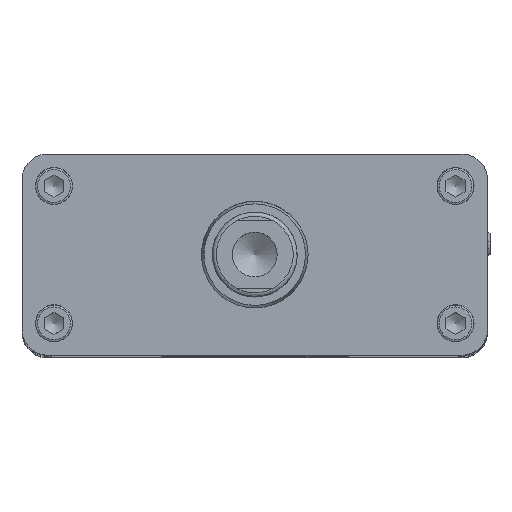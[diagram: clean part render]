
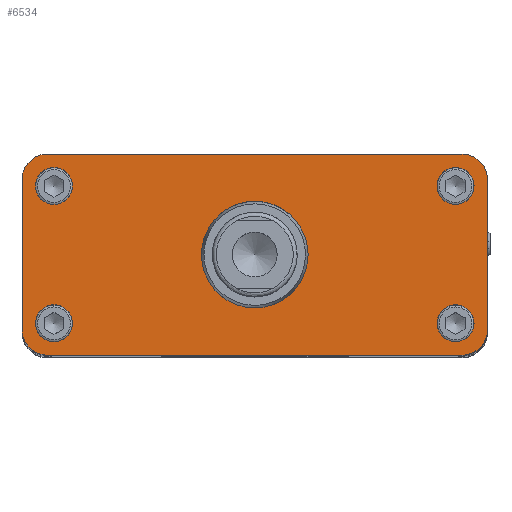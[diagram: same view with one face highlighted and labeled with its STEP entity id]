
A CAD part, top view. The second image highlights one B-rep face of the part: STEP entity #6534.
In plain terms, the highlighted planar face has unit normal (0, 0, 1).
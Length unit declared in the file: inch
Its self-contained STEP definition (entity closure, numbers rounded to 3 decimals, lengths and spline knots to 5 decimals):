
#483=FACE_BOUND('',#1490,.T.);
#484=FACE_BOUND('',#1491,.T.);
#485=FACE_BOUND('',#1492,.T.);
#486=FACE_BOUND('',#1493,.T.);
#487=FACE_BOUND('',#1494,.T.);
#488=FACE_BOUND('',#1495,.T.);
#760=PLANE('',#7150);
#1490=EDGE_LOOP('',(#5130));
#1491=EDGE_LOOP('',(#5131));
#1492=EDGE_LOOP('',(#5132));
#1493=EDGE_LOOP('',(#5133));
#1494=EDGE_LOOP('',(#5134));
#1495=EDGE_LOOP('',(#5135,#5136,#5137,#5138,#5139,#5140,#5141,#5142));
#2106=LINE('',#10571,#2498);
#2107=LINE('',#10575,#2499);
#2108=LINE('',#10579,#2500);
#2109=LINE('',#10582,#2501);
#2498=VECTOR('',#8457,3.048);
#2499=VECTOR('',#8460,1.104);
#2500=VECTOR('',#8463,3.048);
#2501=VECTOR('',#8466,1.104);
#2829=CIRCLE('',#7106,0.136);
#2833=CIRCLE('',#7113,0.136);
#2837=CIRCLE('',#7120,0.136);
#2841=CIRCLE('',#7127,0.136);
#2844=CIRCLE('',#7132,0.3925);
#2852=CIRCLE('',#7149,0.188);
#2853=CIRCLE('',#7151,0.188);
#2854=CIRCLE('',#7152,0.188);
#2855=CIRCLE('',#7153,0.188);
#3264=VERTEX_POINT('',#10497);
#3268=VERTEX_POINT('',#10508);
#3272=VERTEX_POINT('',#10519);
#3276=VERTEX_POINT('',#10530);
#3279=VERTEX_POINT('',#10538);
#3288=VERTEX_POINT('',#10564);
#3289=VERTEX_POINT('',#10566);
#3290=VERTEX_POINT('',#10570);
#3291=VERTEX_POINT('',#10572);
#3292=VERTEX_POINT('',#10574);
#3293=VERTEX_POINT('',#10576);
#3294=VERTEX_POINT('',#10578);
#3295=VERTEX_POINT('',#10580);
#3968=EDGE_CURVE('',#3264,#3264,#2829,.T.);
#3972=EDGE_CURVE('',#3268,#3268,#2833,.T.);
#3976=EDGE_CURVE('',#3272,#3272,#2837,.T.);
#3980=EDGE_CURVE('',#3276,#3276,#2841,.T.);
#3983=EDGE_CURVE('',#3279,#3279,#2844,.T.);
#3992=EDGE_CURVE('',#3288,#3289,#2852,.T.);
#3994=EDGE_CURVE('',#3288,#3290,#2106,.T.);
#3995=EDGE_CURVE('',#3291,#3290,#2853,.T.);
#3996=EDGE_CURVE('',#3291,#3292,#2107,.T.);
#3997=EDGE_CURVE('',#3293,#3292,#2854,.T.);
#3998=EDGE_CURVE('',#3293,#3294,#2108,.T.);
#3999=EDGE_CURVE('',#3295,#3294,#2855,.T.);
#4000=EDGE_CURVE('',#3295,#3289,#2109,.T.);
#5130=ORIENTED_EDGE('',*,*,#3968,.T.);
#5131=ORIENTED_EDGE('',*,*,#3972,.T.);
#5132=ORIENTED_EDGE('',*,*,#3976,.T.);
#5133=ORIENTED_EDGE('',*,*,#3980,.T.);
#5134=ORIENTED_EDGE('',*,*,#3983,.T.);
#5135=ORIENTED_EDGE('',*,*,#3992,.F.);
#5136=ORIENTED_EDGE('',*,*,#3994,.T.);
#5137=ORIENTED_EDGE('',*,*,#3995,.F.);
#5138=ORIENTED_EDGE('',*,*,#3996,.T.);
#5139=ORIENTED_EDGE('',*,*,#3997,.F.);
#5140=ORIENTED_EDGE('',*,*,#3998,.T.);
#5141=ORIENTED_EDGE('',*,*,#3999,.F.);
#5142=ORIENTED_EDGE('',*,*,#4000,.T.);
#6534=ADVANCED_FACE('',(#483,#484,#485,#486,#487,#488),#760,.T.);
#7106=AXIS2_PLACEMENT_3D('',#10498,#8365,#8366);
#7113=AXIS2_PLACEMENT_3D('',#10509,#8379,#8380);
#7120=AXIS2_PLACEMENT_3D('',#10520,#8393,#8394);
#7127=AXIS2_PLACEMENT_3D('',#10531,#8407,#8408);
#7132=AXIS2_PLACEMENT_3D('',#10539,#8417,#8418);
#7149=AXIS2_PLACEMENT_3D('',#10567,#8452,#8453);
#7150=AXIS2_PLACEMENT_3D('',#10569,#8455,#8456);
#7151=AXIS2_PLACEMENT_3D('',#10573,#8458,#8459);
#7152=AXIS2_PLACEMENT_3D('',#10577,#8461,#8462);
#7153=AXIS2_PLACEMENT_3D('',#10581,#8464,#8465);
#8365=DIRECTION('center_axis',(0.,0.,-1.));
#8366=DIRECTION('ref_axis',(1.,0.,0.));
#8379=DIRECTION('center_axis',(0.,0.,-1.));
#8380=DIRECTION('ref_axis',(1.,0.,0.));
#8393=DIRECTION('center_axis',(0.,0.,-1.));
#8394=DIRECTION('ref_axis',(1.,0.,0.));
#8407=DIRECTION('center_axis',(0.,0.,-1.));
#8408=DIRECTION('ref_axis',(1.,0.,0.));
#8417=DIRECTION('center_axis',(0.,0.,-1.));
#8418=DIRECTION('ref_axis',(-1.,0.,0.));
#8452=DIRECTION('center_axis',(0.,0.,-1.));
#8453=DIRECTION('ref_axis',(-0.707,-0.707,0.));
#8455=DIRECTION('center_axis',(0.,0.,1.));
#8456=DIRECTION('ref_axis',(1.,0.,0.));
#8457=DIRECTION('',(1.,0.,0.));
#8458=DIRECTION('center_axis',(0.,0.,-1.));
#8459=DIRECTION('ref_axis',(0.707,-0.707,0.));
#8460=DIRECTION('',(0.,1.,0.));
#8461=DIRECTION('center_axis',(0.,0.,-1.));
#8462=DIRECTION('ref_axis',(0.707,0.707,0.));
#8463=DIRECTION('',(-1.,0.,0.));
#8464=DIRECTION('center_axis',(0.,0.,-1.));
#8465=DIRECTION('ref_axis',(-0.707,0.707,0.));
#8466=DIRECTION('',(0.,-1.,0.));
#10497=CARTESIAN_POINT('',(0.371,0.235,0.));
#10498=CARTESIAN_POINT('Origin',(0.235,0.235,0.));
#10508=CARTESIAN_POINT('',(3.325,0.235,0.));
#10509=CARTESIAN_POINT('Origin',(3.189,0.235,0.));
#10519=CARTESIAN_POINT('',(3.325,1.245,0.));
#10520=CARTESIAN_POINT('Origin',(3.189,1.245,0.));
#10530=CARTESIAN_POINT('',(0.371,1.245,0.));
#10531=CARTESIAN_POINT('Origin',(0.235,1.245,0.));
#10538=CARTESIAN_POINT('',(2.1045,0.74,0.));
#10539=CARTESIAN_POINT('Origin',(1.712,0.74,0.));
#10564=CARTESIAN_POINT('',(0.188,0.,0.));
#10566=CARTESIAN_POINT('',(0.,0.188,0.));
#10567=CARTESIAN_POINT('Origin',(0.188,0.188,0.));
#10569=CARTESIAN_POINT('Origin',(1.712,0.74,0.));
#10570=CARTESIAN_POINT('',(3.236,0.,0.));
#10571=CARTESIAN_POINT('',(0.,0.,0.));
#10572=CARTESIAN_POINT('',(3.424,0.188,0.));
#10573=CARTESIAN_POINT('Origin',(3.236,0.188,0.));
#10574=CARTESIAN_POINT('',(3.424,1.292,0.));
#10575=CARTESIAN_POINT('',(3.424,0.,0.));
#10576=CARTESIAN_POINT('',(3.236,1.48,0.));
#10577=CARTESIAN_POINT('Origin',(3.236,1.292,0.));
#10578=CARTESIAN_POINT('',(0.188,1.48,0.));
#10579=CARTESIAN_POINT('',(3.424,1.48,0.));
#10580=CARTESIAN_POINT('',(0.,1.292,0.));
#10581=CARTESIAN_POINT('Origin',(0.188,1.292,0.));
#10582=CARTESIAN_POINT('',(0.,1.48,0.));
